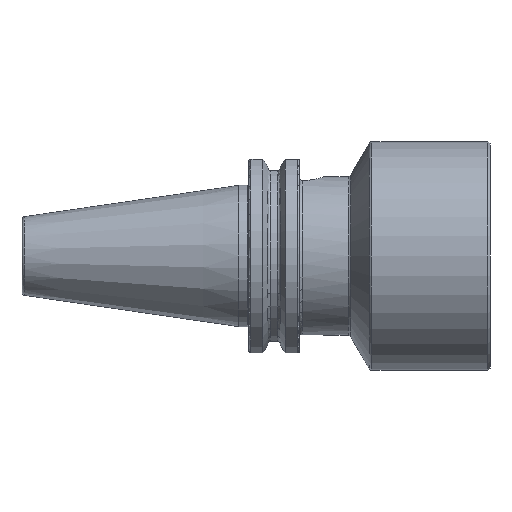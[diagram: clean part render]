
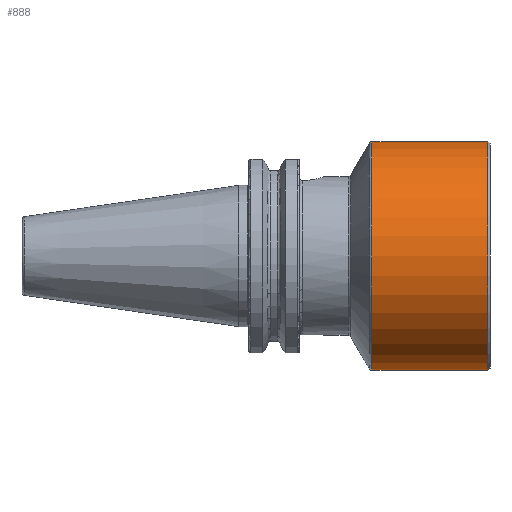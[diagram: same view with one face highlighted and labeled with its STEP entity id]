
A CAD part, front view. The second image highlights one B-rep face of the part: STEP entity #888.
In plain terms, the highlighted cylindrical face has radius 36 mm (diameter 72 mm), a partial arc.
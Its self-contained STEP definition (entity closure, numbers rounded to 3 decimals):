
#110 = EDGE_CURVE ( 'NONE', #2556, #1012, #1046, .T. ) ;
#399 = DIRECTION ( 'NONE',  ( -1., 0., 0. ) ) ;
#676 = AXIS2_PLACEMENT_3D ( 'NONE', #1172, #399, #1093 ) ;
#888 = ADVANCED_FACE ( 'NONE', ( #4590 ), #4586, .T. ) ;
#1012 = VERTEX_POINT ( 'NONE', #1800 ) ;
#1034 = CARTESIAN_POINT ( 'NONE',  ( 78.4, 0., 36. ) ) ;
#1046 = CIRCLE ( 'NONE', #4882, 36. ) ;
#1093 = DIRECTION ( 'NONE',  ( 0., 0., 1. ) ) ;
#1172 = CARTESIAN_POINT ( 'NONE',  ( 78.4, 0., 0. ) ) ;
#1628 = EDGE_LOOP ( 'NONE', ( #1653, #1654, #1660, #1663 ) ) ;
#1653 = ORIENTED_EDGE ( 'NONE', *, *, #5904, .F. ) ;
#1654 = ORIENTED_EDGE ( 'NONE', *, *, #1708, .T. ) ;
#1660 = ORIENTED_EDGE ( 'NONE', *, *, #6050, .T. ) ;
#1663 = ORIENTED_EDGE ( 'NONE', *, *, #110, .T. ) ;
#1708 = EDGE_CURVE ( 'NONE', #5890, #3523, #2611, .T. ) ;
#1800 = CARTESIAN_POINT ( 'NONE',  ( 41.928, 0., -36. ) ) ;
#1923 = DIRECTION ( 'NONE',  ( 0., 0., 1. ) ) ;
#1947 = DIRECTION ( 'NONE',  ( -1., 0., 0. ) ) ;
#2100 = CARTESIAN_POINT ( 'NONE',  ( -73.178, 0., 0. ) ) ;
#2556 = VERTEX_POINT ( 'NONE', #3108 ) ;
#2611 = CIRCLE ( 'NONE', #676, 36. ) ;
#3108 = CARTESIAN_POINT ( 'NONE',  ( 41.928, 0., 36. ) ) ;
#3523 = VERTEX_POINT ( 'NONE', #1034 ) ;
#3531 = CARTESIAN_POINT ( 'NONE',  ( 41.928, 0., 0. ) ) ;
#3595 = DIRECTION ( 'NONE',  ( 1., 0., 0. ) ) ;
#3609 = DIRECTION ( 'NONE',  ( 0., 0., -1. ) ) ;
#4232 = DIRECTION ( 'NONE',  ( -1., 0., 0. ) ) ;
#4238 = AXIS2_PLACEMENT_3D ( 'NONE', #2100, #1947, #1923 ) ;
#4251 = CARTESIAN_POINT ( 'NONE',  ( -73.178, 0., 36. ) ) ;
#4586 = CYLINDRICAL_SURFACE ( 'NONE', #4238, 36. ) ;
#4590 = FACE_OUTER_BOUND ( 'NONE', #1628, .T. ) ;
#4882 = AXIS2_PLACEMENT_3D ( 'NONE', #3531, #3595, #3609 ) ;
#5272 = VECTOR ( 'NONE', #4232, 1000. ) ;
#5288 = LINE ( 'NONE', #4251, #5272 ) ;
#5355 = VECTOR ( 'NONE', #5370, 1000. ) ;
#5365 = LINE ( 'NONE', #5448, #5355 ) ;
#5370 = DIRECTION ( 'NONE',  ( -1., 0., 0. ) ) ;
#5448 = CARTESIAN_POINT ( 'NONE',  ( -73.178, 0., -36. ) ) ;
#5459 = CARTESIAN_POINT ( 'NONE',  ( 78.4, 0., -36. ) ) ;
#5890 = VERTEX_POINT ( 'NONE', #5459 ) ;
#5904 = EDGE_CURVE ( 'NONE', #5890, #1012, #5365, .T. ) ;
#6050 = EDGE_CURVE ( 'NONE', #3523, #2556, #5288, .T. ) ;
